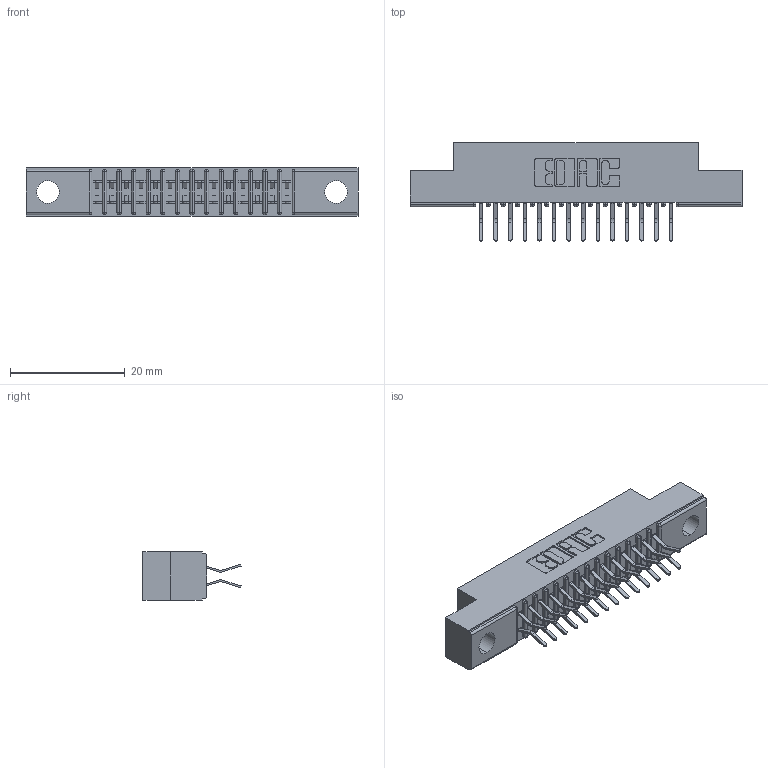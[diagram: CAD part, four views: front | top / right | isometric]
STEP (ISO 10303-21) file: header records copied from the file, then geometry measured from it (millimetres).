
FILE_DESCRIPTION (( 'STEP AP203' ), '1' );
FILE_NAME ('391-028-556-204.STEP', '2018-08-08T21:06:40', ( '' ), ( '' ), 'SwSTEP 2.0', 'SolidWorks 2016', '' );
FILE_SCHEMA (( 'CONFIG_CONTROL_DESIGN' ));
Length unit declared in the file: inch
Products named in the file (3): 341-292-001_341-292-156; 391-028-556-204; 341 Part_.156 (3.96) Dia Mounting Holes
Assembly tree (29 placements, depth 2):
  391-028-556-204
    341 Part_.156 (3.96) Dia Mounting Holes
    341-292-001_341-292-156  x28
Bounding box: 57.78 x 17.07 x 8.38 mm (x, y, z)
Volume: 3214.6 mm3; surface area: 6185.8 mm2
Topology: 29 solids, 29 shells, 2090 faces, 6050 edges, 3926 vertices
Faces by surface type: plane 1202, cylinder 832, sphere 30, torus 26
Entity records: 21231 total; most frequent: CARTESIAN_POINT 3536, ORIENTED_EDGE 3508, DIRECTION 3448, EDGE_CURVE 1754, VECTOR 1388, LINE 1388, VERTEX_POINT 1118, AXIS2_PLACEMENT_3D 1030
